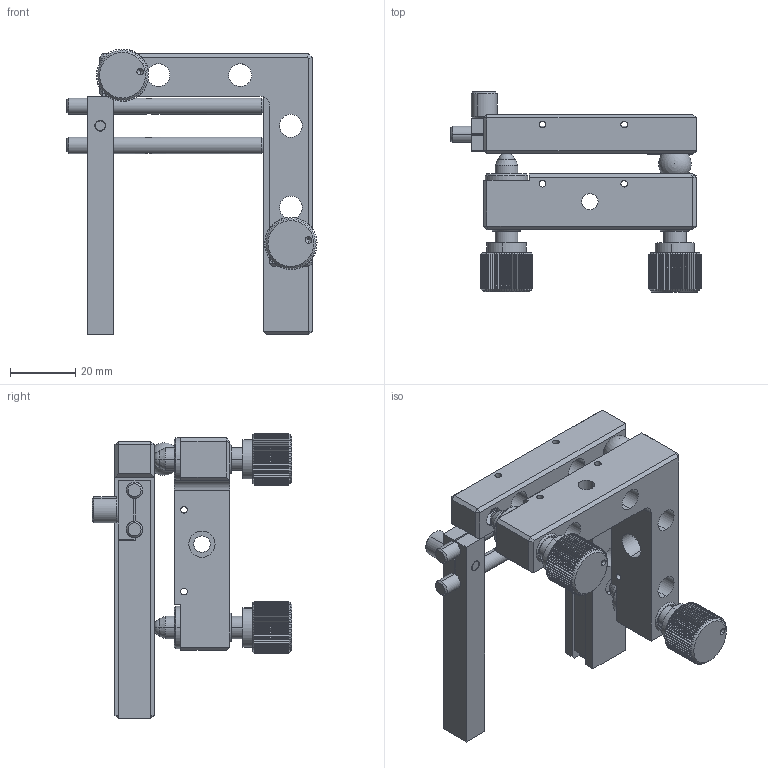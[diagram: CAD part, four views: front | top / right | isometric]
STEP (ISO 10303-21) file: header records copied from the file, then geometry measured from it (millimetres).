
FILE_DESCRIPTION (( 'STEP AP203' ), '1' );
FILE_NAME ('OMLH-Z.STEP', '2022-07-18T08:57:55', ( '' ), ( '' ), 'SwSTEP 2.0', 'SolidWorks 2021', '' );
FILE_SCHEMA (( 'CONFIG_CONTROL_DESIGN' ));
Length unit declared in the file: millimetre
Products named in the file (1): OMLH-Z
Bounding box: 76.5 x 61.16 x 87.5 mm (x, y, z)
Surface area: 27810.9 mm2 (no closed solid volume)
Topology: 0 solids, 25 shells, 734 faces, 2198 edges, 1451 vertices
Faces by surface type: plane 367, cylinder 193, cone 168, torus 4, sphere 2
Entity records: 25559 total; most frequent: CARTESIAN_POINT 6538, ORIENTED_EDGE 3908, DIRECTION 3724, EDGE_CURVE 2187, VERTEX_POINT 1448, AXIS2_PLACEMENT_3D 1354, LINE 1016, VECTOR 1016
